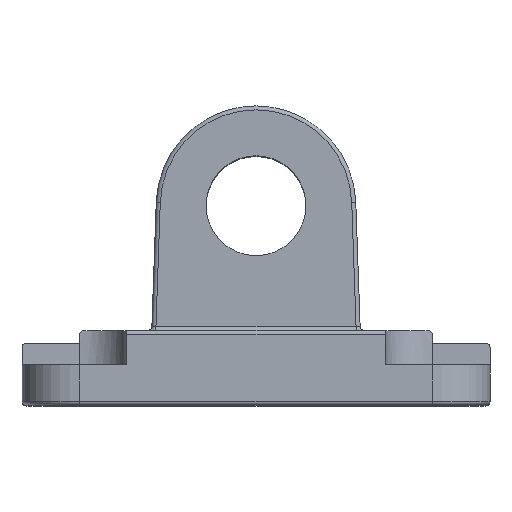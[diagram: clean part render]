
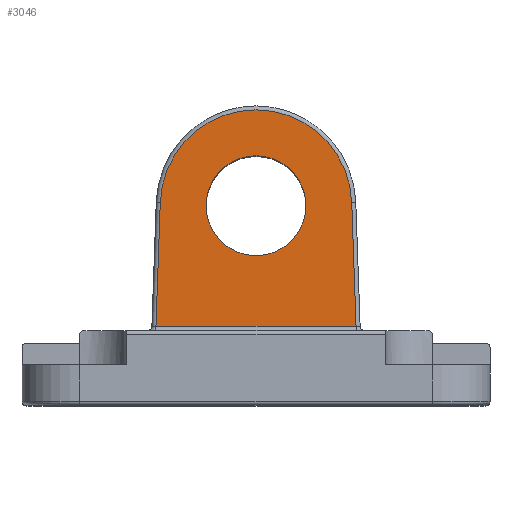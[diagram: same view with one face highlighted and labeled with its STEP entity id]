
A CAD part, top view. The second image highlights one B-rep face of the part: STEP entity #3046.
In plain terms, the highlighted planar face has unit normal (0, 0, 1).
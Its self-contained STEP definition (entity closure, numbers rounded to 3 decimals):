
#72 = EDGE_CURVE ( 'NONE', #2910, #2588, #261, .T. ) ;
#90 = VECTOR ( 'NONE', #3134, 1000. ) ;
#119 = AXIS2_PLACEMENT_3D ( 'NONE', #2020, #2048, #2070 ) ;
#176 = EDGE_LOOP ( 'NONE', ( #2221, #2299 ) ) ;
#213 = VERTEX_POINT ( 'NONE', #1276 ) ;
#261 = LINE ( 'NONE', #2235, #90 ) ;
#353 = DIRECTION ( 'NONE',  ( -1., 0., 0. ) ) ;
#430 = CARTESIAN_POINT ( 'NONE',  ( 8., 32., 35. ) ) ;
#483 = DIRECTION ( 'NONE',  ( 0., 0., -1. ) ) ;
#647 = EDGE_CURVE ( 'NONE', #1984, #2948, #1406, .T. ) ;
#648 = PLANE ( 'NONE',  #2253 ) ;
#668 = CARTESIAN_POINT ( 'NONE',  ( -27.5, 112., 35. ) ) ;
#819 = VECTOR ( 'NONE', #2437, 1000. ) ;
#961 = CARTESIAN_POINT ( 'NONE',  ( -12.584, 111.479, 35. ) ) ;
#981 = FACE_OUTER_BOUND ( 'NONE', #3202, .T. ) ;
#992 = EDGE_CURVE ( 'NONE', #1222, #213, #2152, .T. ) ;
#1205 = CARTESIAN_POINT ( 'NONE',  ( -15.341, 32.536, 35. ) ) ;
#1208 = CARTESIAN_POINT ( 'NONE',  ( -8., 32., 35. ) ) ;
#1222 = VERTEX_POINT ( 'NONE', #1205 ) ;
#1276 = CARTESIAN_POINT ( 'NONE',  ( -16.035, 12.65, 35. ) ) ;
#1348 = EDGE_CURVE ( 'NONE', #2588, #1222, #1846, .T. ) ;
#1375 = DIRECTION ( 'NONE',  ( -0.035, -0.999, 0. ) ) ;
#1406 = CIRCLE ( 'NONE', #119, 8. ) ;
#1446 = EDGE_CURVE ( 'NONE', #213, #2910, #2270, .T. ) ;
#1470 = ORIENTED_EDGE ( 'NONE', *, *, #1348, .T. ) ;
#1594 = ORIENTED_EDGE ( 'NONE', *, *, #992, .T. ) ;
#1598 = ORIENTED_EDGE ( 'NONE', *, *, #1446, .T. ) ;
#1831 = AXIS2_PLACEMENT_3D ( 'NONE', #3024, #3036, #3152 ) ;
#1846 = CIRCLE ( 'NONE', #1831, 15.35 ) ;
#1895 = CARTESIAN_POINT ( 'NONE',  ( 16.035, 12.65, 35. ) ) ;
#1984 = VERTEX_POINT ( 'NONE', #1208 ) ;
#2010 = CARTESIAN_POINT ( 'NONE',  ( 0., 32., 35. ) ) ;
#2020 = CARTESIAN_POINT ( 'NONE',  ( 0., 32., 35. ) ) ;
#2036 = DIRECTION ( 'NONE',  ( 0., 0., -1. ) ) ;
#2045 = DIRECTION ( 'NONE',  ( -1., 0., 0. ) ) ;
#2048 = DIRECTION ( 'NONE',  ( 0., 0., -1. ) ) ;
#2070 = DIRECTION ( 'NONE',  ( -1., 0., 0. ) ) ;
#2071 = VECTOR ( 'NONE', #1375, 1000. ) ;
#2098 = ORIENTED_EDGE ( 'NONE', *, *, #72, .T. ) ;
#2152 = LINE ( 'NONE', #961, #2071 ) ;
#2221 = ORIENTED_EDGE ( 'NONE', *, *, #2300, .T. ) ;
#2235 = CARTESIAN_POINT ( 'NONE',  ( 12.517, 113.397, 35. ) ) ;
#2253 = AXIS2_PLACEMENT_3D ( 'NONE', #668, #483, #353 ) ;
#2270 = LINE ( 'NONE', #2460, #819 ) ;
#2284 = FACE_BOUND ( 'NONE', #176, .T. ) ;
#2299 = ORIENTED_EDGE ( 'NONE', *, *, #647, .T. ) ;
#2300 = EDGE_CURVE ( 'NONE', #2948, #1984, #3274, .T. ) ;
#2437 = DIRECTION ( 'NONE',  ( 1., 0., 0. ) ) ;
#2460 = CARTESIAN_POINT ( 'NONE',  ( -27.5, 12.65, 35. ) ) ;
#2588 = VERTEX_POINT ( 'NONE', #3118 ) ;
#2910 = VERTEX_POINT ( 'NONE', #1895 ) ;
#2948 = VERTEX_POINT ( 'NONE', #430 ) ;
#3024 = CARTESIAN_POINT ( 'NONE',  ( 0., 32., 35. ) ) ;
#3036 = DIRECTION ( 'NONE',  ( 0., 0., 1. ) ) ;
#3046 = ADVANCED_FACE ( 'NONE', ( #981, #2284 ), #648, .F. ) ;
#3118 = CARTESIAN_POINT ( 'NONE',  ( 15.341, 32.536, 35. ) ) ;
#3134 = DIRECTION ( 'NONE',  ( -0.035, 0.999, 0. ) ) ;
#3152 = DIRECTION ( 'NONE',  ( -1., 0., 0. ) ) ;
#3168 = AXIS2_PLACEMENT_3D ( 'NONE', #2010, #2036, #2045 ) ;
#3202 = EDGE_LOOP ( 'NONE', ( #1470, #1594, #1598, #2098 ) ) ;
#3274 = CIRCLE ( 'NONE', #3168, 8. ) ;
